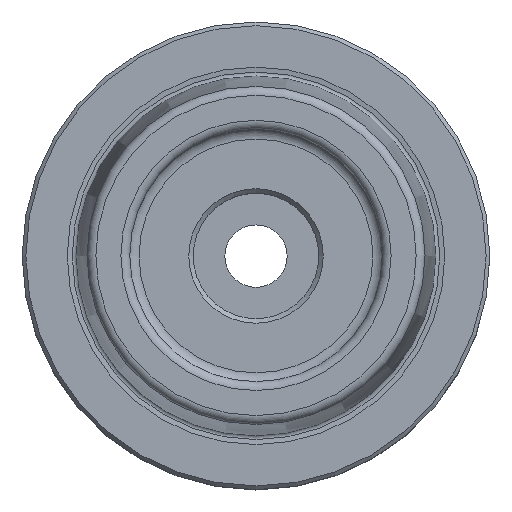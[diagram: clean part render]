
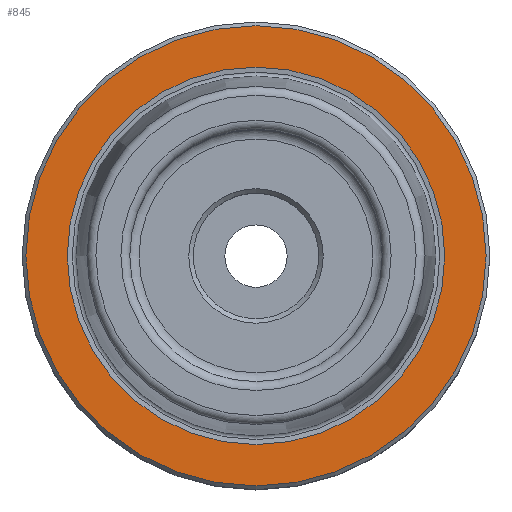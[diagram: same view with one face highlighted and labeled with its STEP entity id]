
A CAD part, top view. The second image highlights one B-rep face of the part: STEP entity #845.
In plain terms, the highlighted planar face has unit normal (0, 0, 1).
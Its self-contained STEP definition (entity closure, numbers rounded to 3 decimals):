
#50=PLANE('',#926);
#99=ORIENTED_EDGE('',*,*,#176,.T.);
#100=ORIENTED_EDGE('',*,*,#175,.F.);
#175=EDGE_CURVE('',#222,#222,#269,.T.);
#176=EDGE_CURVE('',#223,#223,#270,.T.);
#222=VERTEX_POINT('',#1239);
#223=VERTEX_POINT('',#1242);
#269=CIRCLE('',#925,25.423);
#270=CIRCLE('',#927,31.);
#334=EDGE_LOOP('',(#99));
#335=EDGE_LOOP('',(#100));
#428=FACE_BOUND('',#334,.T.);
#429=FACE_BOUND('',#335,.T.);
#845=ADVANCED_FACE('',(#428,#429),#50,.T.);
#925=AXIS2_PLACEMENT_3D('',#1238,#1072,#1073);
#926=AXIS2_PLACEMENT_3D('',#1240,#1074,#1075);
#927=AXIS2_PLACEMENT_3D('',#1241,#1076,#1077);
#1072=DIRECTION('',(0.,0.,1.));
#1073=DIRECTION('',(1.,0.,0.));
#1074=DIRECTION('',(0.,0.,1.));
#1075=DIRECTION('',(1.,0.,0.));
#1076=DIRECTION('',(0.,0.,1.));
#1077=DIRECTION('',(1.,0.,0.));
#1238=CARTESIAN_POINT('',(0.,0.,0.));
#1239=CARTESIAN_POINT('',(25.423,0.,0.));
#1240=CARTESIAN_POINT('',(25.423,0.,0.));
#1241=CARTESIAN_POINT('',(0.,0.,0.));
#1242=CARTESIAN_POINT('',(31.,0.,0.));
